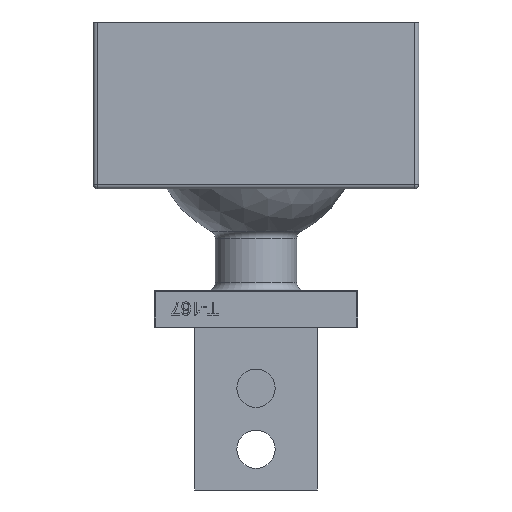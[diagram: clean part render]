
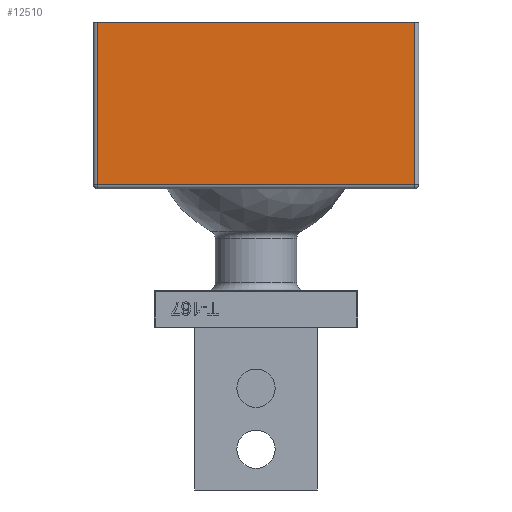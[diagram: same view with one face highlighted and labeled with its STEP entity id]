
A CAD part, front view. The second image highlights one B-rep face of the part: STEP entity #12510.
In plain terms, the highlighted planar face has unit normal (0, -1, 0).
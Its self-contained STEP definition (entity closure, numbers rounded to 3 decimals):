
#734=LINE('',#22078,#1917);
#735=LINE('',#22080,#1918);
#736=LINE('',#22082,#1919);
#737=LINE('',#22084,#1920);
#1917=VECTOR('',#15284,1000.);
#1918=VECTOR('',#15287,1000.);
#1919=VECTOR('',#15288,1000.);
#1920=VECTOR('',#15289,1000.);
#4240=ORIENTED_EDGE('',*,*,#7165,.T.);
#4241=ORIENTED_EDGE('',*,*,#7166,.T.);
#4242=ORIENTED_EDGE('',*,*,#7167,.T.);
#4243=ORIENTED_EDGE('',*,*,#7168,.T.);
#7165=EDGE_CURVE('',#8735,#8736,#734,.T.);
#7166=EDGE_CURVE('',#8736,#8737,#735,.F.);
#7167=EDGE_CURVE('',#8737,#8738,#736,.F.);
#7168=EDGE_CURVE('',#8738,#8735,#737,.T.);
#8735=VERTEX_POINT('',#22075);
#8736=VERTEX_POINT('',#22077);
#8737=VERTEX_POINT('',#22081);
#8738=VERTEX_POINT('',#22083);
#10185=EDGE_LOOP('',(#4240,#4241,#4242,#4243));
#11128=FACE_BOUND('',#10185,.T.);
#11908=PLANE('',#13386);
#12510=ADVANCED_FACE('',(#11128),#11908,.T.);
#13386=AXIS2_PLACEMENT_3D('',#22079,#15285,#15286);
#15284=DIRECTION('',(0.,0.,-1.));
#15285=DIRECTION('',(0.,-1.,0.));
#15286=DIRECTION('',(-1.,0.,0.));
#15287=DIRECTION('',(-1.,0.,0.));
#15288=DIRECTION('',(0.,0.,-1.));
#15289=DIRECTION('',(-1.,0.,0.));
#22075=CARTESIAN_POINT('',(-39.,-40.,19.895));
#22077=CARTESIAN_POINT('',(-39.,-40.,-20.105));
#22078=CARTESIAN_POINT('',(-39.,-40.,40.895));
#22079=CARTESIAN_POINT('',(40.,-40.,40.895));
#22080=CARTESIAN_POINT('',(40.,-40.,-20.105));
#22081=CARTESIAN_POINT('',(39.,-40.,-20.105));
#22082=CARTESIAN_POINT('',(39.,-40.,40.895));
#22083=CARTESIAN_POINT('',(39.,-40.,19.895));
#22084=CARTESIAN_POINT('',(40.,-40.,19.895));
